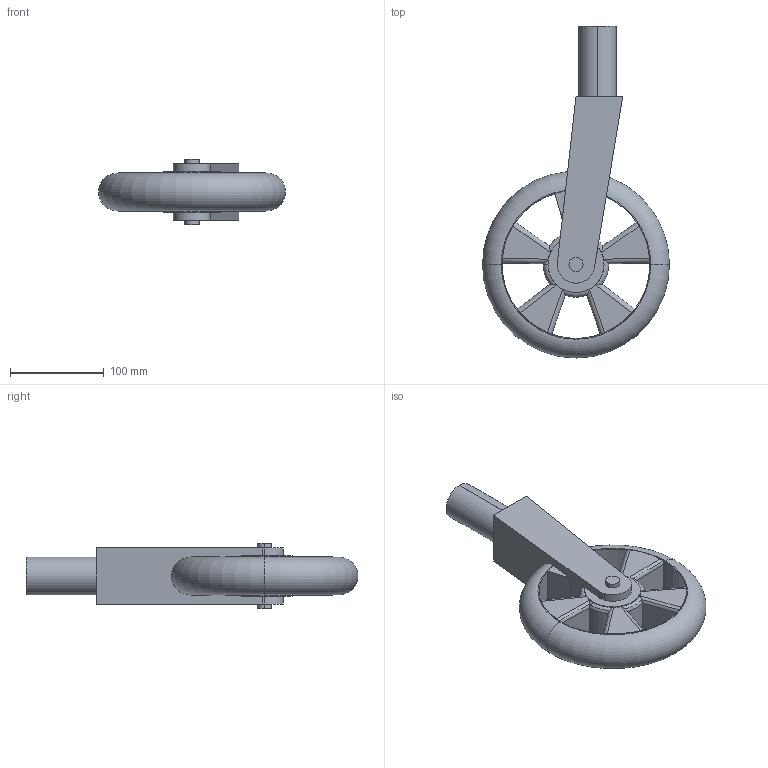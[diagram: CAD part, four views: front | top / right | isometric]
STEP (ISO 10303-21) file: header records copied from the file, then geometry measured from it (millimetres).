
FILE_DESCRIPTION (( 'STEP AP214' ), '1' );
FILE_NAME ('m4casterwheel.STEP', '2022-08-10T02:25:51', ( '' ), ( '' ), 'SwSTEP 2.0', 'SolidWorks 2022', '' );
FILE_SCHEMA (( 'AUTOMOTIVE_DESIGN' ));
Length unit declared in the file: centimetre
Products named in the file (1): m4casterwheel
Bounding box: 200 x 355 x 70 mm (x, y, z)
Volume: 227275.1 mm3; surface area: 246198.5 mm2
Topology: 1 solids, 2 shells, 175 faces, 488 edges, 307 vertices
Faces by surface type: cylinder 93, plane 64, torus 18
Entity records: 7508 total; most frequent: CARTESIAN_POINT 2012, ORIENTED_EDGE 976, DIRECTION 956, EDGE_CURVE 488, AXIS2_PLACEMENT_3D 369, VERTEX_POINT 307, LINE 218, VECTOR 218
